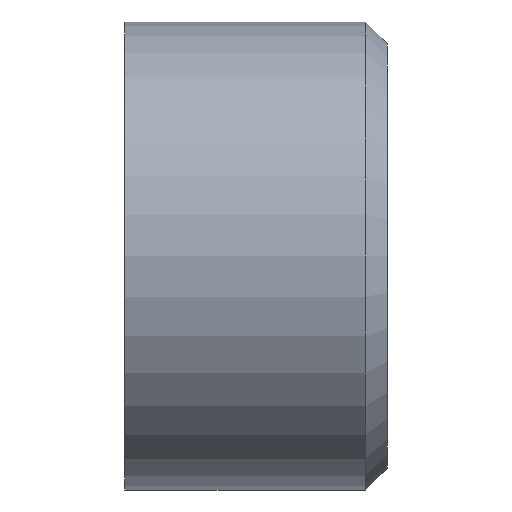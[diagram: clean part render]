
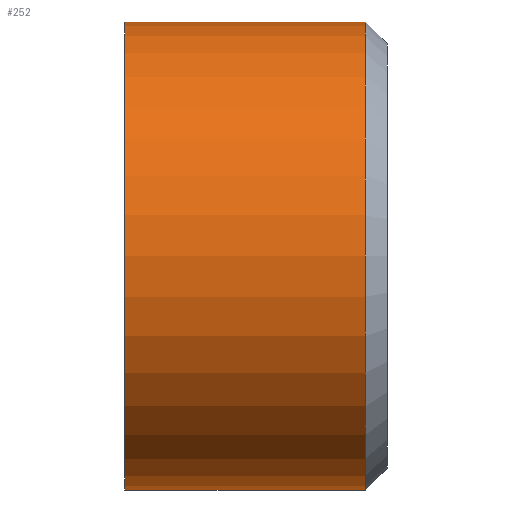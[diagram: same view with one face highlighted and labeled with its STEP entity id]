
A CAD part, left-side view. The second image highlights one B-rep face of the part: STEP entity #252.
In plain terms, the highlighted cylindrical face has radius 5.35 mm (diameter 10.7 mm), a partial arc.
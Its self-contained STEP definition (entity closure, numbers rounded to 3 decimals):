
#2 = CYLINDRICAL_SURFACE ( 'NONE', #145, 5.35 ) ;
#4 = AXIS2_PLACEMENT_3D ( 'NONE', #245, #24, #41 ) ;
#16 = VERTEX_POINT ( 'NONE', #156 ) ;
#21 = CARTESIAN_POINT ( 'NONE',  ( 0., 6., 0. ) ) ;
#24 = DIRECTION ( 'NONE',  ( 0., 1., 0. ) ) ;
#41 = DIRECTION ( 'NONE',  ( 0., 0., -1. ) ) ;
#43 = VECTOR ( 'NONE', #71, 1000. ) ;
#47 = DIRECTION ( 'NONE',  ( 0., 1., 0. ) ) ;
#48 = CARTESIAN_POINT ( 'NONE',  ( 0., 36.057, 0. ) ) ;
#50 = DIRECTION ( 'NONE',  ( 0., 0., 1. ) ) ;
#55 = AXIS2_PLACEMENT_3D ( 'NONE', #21, #296, #140 ) ;
#61 = VERTEX_POINT ( 'NONE', #182 ) ;
#68 = VECTOR ( 'NONE', #86, 1000. ) ;
#71 = DIRECTION ( 'NONE',  ( 0., 1., 0. ) ) ;
#75 = FACE_OUTER_BOUND ( 'NONE', #127, .T. ) ;
#83 = ORIENTED_EDGE ( 'NONE', *, *, #247, .F. ) ;
#86 = DIRECTION ( 'NONE',  ( 0., 1., 0. ) ) ;
#88 = EDGE_CURVE ( 'NONE', #131, #16, #223, .T. ) ;
#116 = CARTESIAN_POINT ( 'NONE',  ( 0., 36.057, -5.35 ) ) ;
#117 = LINE ( 'NONE', #116, #43 ) ;
#120 = CARTESIAN_POINT ( 'NONE',  ( 0., 6., 5.35 ) ) ;
#125 = ORIENTED_EDGE ( 'NONE', *, *, #179, .F. ) ;
#127 = EDGE_LOOP ( 'NONE', ( #83, #171, #243, #125 ) ) ;
#131 = VERTEX_POINT ( 'NONE', #249 ) ;
#140 = DIRECTION ( 'NONE',  ( 0., 0., 1. ) ) ;
#142 = EDGE_CURVE ( 'NONE', #16, #237, #293, .T. ) ;
#145 = AXIS2_PLACEMENT_3D ( 'NONE', #48, #47, #50 ) ;
#156 = CARTESIAN_POINT ( 'NONE',  ( 0., 0.5, 5.35 ) ) ;
#171 = ORIENTED_EDGE ( 'NONE', *, *, #88, .T. ) ;
#179 = EDGE_CURVE ( 'NONE', #61, #237, #294, .T. ) ;
#182 = CARTESIAN_POINT ( 'NONE',  ( 0., 6., -5.35 ) ) ;
#223 = CIRCLE ( 'NONE', #4, 5.35 ) ;
#237 = VERTEX_POINT ( 'NONE', #120 ) ;
#243 = ORIENTED_EDGE ( 'NONE', *, *, #142, .T. ) ;
#245 = CARTESIAN_POINT ( 'NONE',  ( 0., 0.5, 0. ) ) ;
#246 = CARTESIAN_POINT ( 'NONE',  ( 0., 36.057, 5.35 ) ) ;
#247 = EDGE_CURVE ( 'NONE', #131, #61, #117, .T. ) ;
#249 = CARTESIAN_POINT ( 'NONE',  ( 0., 0.5, -5.35 ) ) ;
#252 = ADVANCED_FACE ( 'NONE', ( #75 ), #2, .T. ) ;
#293 = LINE ( 'NONE', #246, #68 ) ;
#294 = CIRCLE ( 'NONE', #55, 5.35 ) ;
#296 = DIRECTION ( 'NONE',  ( 0., 1., 0. ) ) ;
